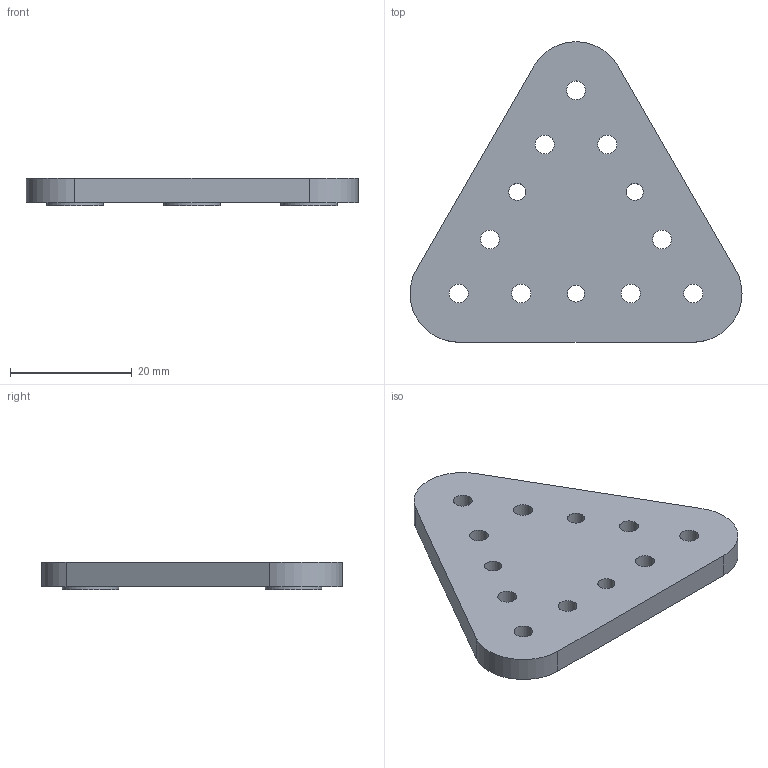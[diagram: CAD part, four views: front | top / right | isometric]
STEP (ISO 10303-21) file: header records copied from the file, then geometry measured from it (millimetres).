
FILE_DESCRIPTION(/* description */ ('STEP AP242','CAx-IF Rec.Pracs.---Representation and Presentation of Product Manufacturing Information (PMI)---4.0---2014-10-13','CAx-IF Rec.Pracs.---3D Tessellated Geometry---0.4---2014-09-14','2;1'),/* implementation_level */ '2;1');
FILE_NAME(/* name */ '633c7ae2c505287fa5325823',/* time_stamp */ '2022-10-04T18:26:42+00:00',/* author */ (''),/* organization */ (''),/* preprocessor_version */ 'ST-DEVELOPER v18.102',/* originating_system */ ' ',/* authorisation */ ' ');
FILE_SCHEMA (('AP242_MANAGED_MODEL_BASED_3D_ENGINEERING_MIM_LF { 1 0 10303 442 1 1 4 }'));
Length unit declared in the file: metre
Products named in the file (1): Frame
Bounding box: 54.5 x 49.34 x 4.5 mm (x, y, z)
Volume: 6812.5 mm3; surface area: 4538.6 mm2
Topology: 1 solids, 1 shells, 26 faces, 63 edges, 42 vertices
Faces by surface type: cylinder 18, plane 8
Full cylindrical faces by diameter (mm): 2.8 x3, 3.1 x9, 9.3 x3
Entity records: 778 total; most frequent: DIRECTION 138, CARTESIAN_POINT 117, ORIENTED_EDGE 96, EDGE_LOOP 68, FACE_BOUND 68, AXIS2_PLACEMENT_3D 63, EDGE_CURVE 48, VERTEX_POINT 42
